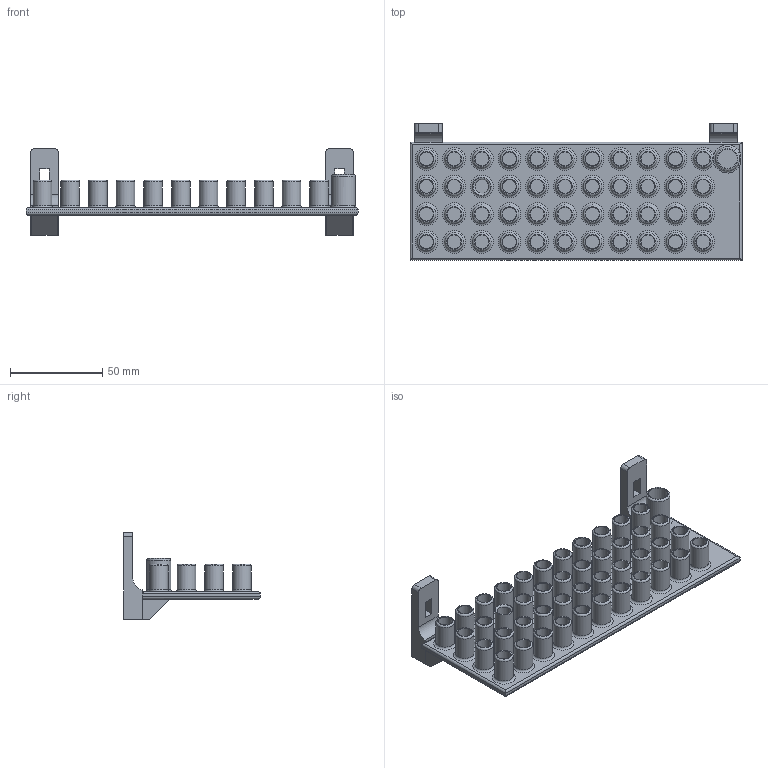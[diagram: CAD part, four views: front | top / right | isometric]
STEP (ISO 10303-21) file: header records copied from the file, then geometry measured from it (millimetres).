
FILE_DESCRIPTION(/* description */ ('STEP AP242','CAx-IF Rec.Pracs.---Representation and Presentation of Product Manufacturing Information (PMI)---4.0---2014-10-13','CAx-IF Rec.Pracs.---3D Tessellated Geometry---0.4---2014-09-14','2;1'),/* implementation_level */ '2;1');
FILE_NAME(/* name */ 'Green Screw Set Assembly',/* time_stamp */ '2024-04-15T20:14:33Z',/* author */ (''),/* organization */ (''),/* preprocessor_version */ 'ST-DEVELOPER v20',/* originating_system */ ' ',/* authorisation */ ' ');
FILE_SCHEMA (('AP242_MANAGED_MODEL_BASED_3D_ENGINEERING_MIM_LF { 1 0 10303 442 1 1 4 }'));
Length unit declared in the file: metre
Products named in the file (3): Green Screw Set Assembly; Connector Bridge; Green Screw Head Set
Assembly tree (3 placements, depth 2):
  Green Screw Set Assembly
    Connector Bridge  x2
    Green Screw Head Set
Bounding box: 180 x 74 x 47 mm (x, y, z)
Volume: 81070.3 mm3; surface area: 66551.3 mm2
Topology: 3 solids, 3 shells, 329 faces, 608 edges, 373 vertices
Faces by surface type: plane 134, cylinder 104, torus 90, bspline 1
Full cylindrical faces by diameter (mm): 7.5 x44, 10 x44, 10.5 x1, 13 x1
Entity records: 6758 total; most frequent: DIRECTION 1293, CARTESIAN_POINT 1067, ORIENTED_EDGE 758, AXIS2_PLACEMENT_3D 603, EDGE_LOOP 580, FACE_BOUND 580, EDGE_CURVE 379, VERTEX_POINT 339
